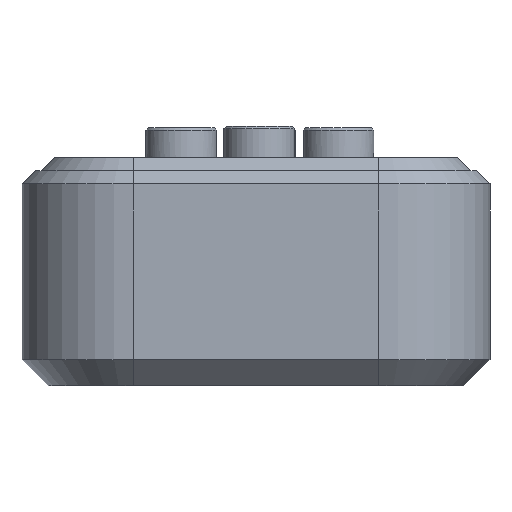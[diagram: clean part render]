
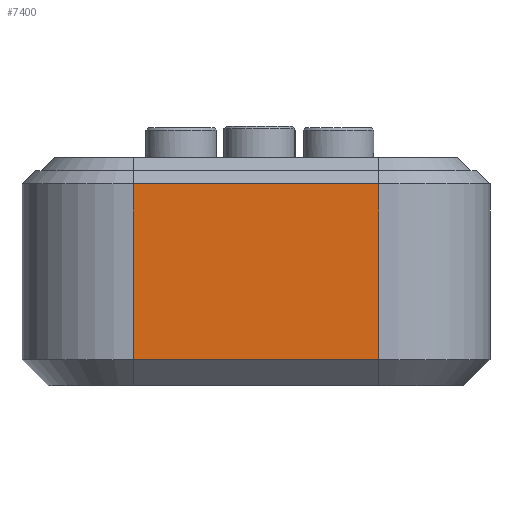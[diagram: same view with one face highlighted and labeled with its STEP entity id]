
A CAD part, left-side view. The second image highlights one B-rep face of the part: STEP entity #7400.
In plain terms, the highlighted planar face has unit normal (-1, 0, 0).
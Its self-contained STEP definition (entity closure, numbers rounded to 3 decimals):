
#313=PLANE('',#8003);
#751=FACE_OUTER_BOUND('',#1190,.T.);
#1190=EDGE_LOOP('',(#5608,#5609,#5610,#5611));
#1765=LINE('',#11517,#2353);
#1766=LINE('',#11519,#2354);
#1767=LINE('',#11521,#2355);
#1768=LINE('',#11522,#2356);
#2353=VECTOR('',#9291,1.);
#2354=VECTOR('',#9292,1.);
#2355=VECTOR('',#9293,1.);
#2356=VECTOR('',#9294,1.);
#3385=VERTEX_POINT('',#11515);
#3386=VERTEX_POINT('',#11516);
#3387=VERTEX_POINT('',#11518);
#3388=VERTEX_POINT('',#11520);
#4231=EDGE_CURVE('',#3385,#3386,#1765,.T.);
#4232=EDGE_CURVE('',#3387,#3385,#1766,.T.);
#4233=EDGE_CURVE('',#3388,#3387,#1767,.T.);
#4234=EDGE_CURVE('',#3386,#3388,#1768,.T.);
#5608=ORIENTED_EDGE('',*,*,#4231,.F.);
#5609=ORIENTED_EDGE('',*,*,#4232,.F.);
#5610=ORIENTED_EDGE('',*,*,#4233,.F.);
#5611=ORIENTED_EDGE('',*,*,#4234,.F.);
#7400=ADVANCED_FACE('',(#751),#313,.T.);
#8003=AXIS2_PLACEMENT_3D('',#11514,#9289,#9290);
#9289=DIRECTION('center_axis',(-1.,0.,0.));
#9290=DIRECTION('ref_axis',(0.,0.,1.));
#9291=DIRECTION('',(0.,0.,1.));
#9292=DIRECTION('',(0.,1.,0.));
#9293=DIRECTION('',(0.,0.,-1.));
#9294=DIRECTION('',(0.,-1.,0.));
#11514=CARTESIAN_POINT('Origin',(-1.,-24.3,1.9));
#11515=CARTESIAN_POINT('',(-1.,-32.8,1.2));
#11516=CARTESIAN_POINT('',(-1.,-32.8,14.6));
#11517=CARTESIAN_POINT('',(-1.,-32.8,1.9));
#11518=CARTESIAN_POINT('',(-1.,-51.5,1.2));
#11519=CARTESIAN_POINT('',(-1.,-44.316,1.2));
#11520=CARTESIAN_POINT('',(-1.,-51.5,14.6));
#11521=CARTESIAN_POINT('',(-1.,-51.5,1.9));
#11522=CARTESIAN_POINT('',(-1.,-44.039,14.6));
